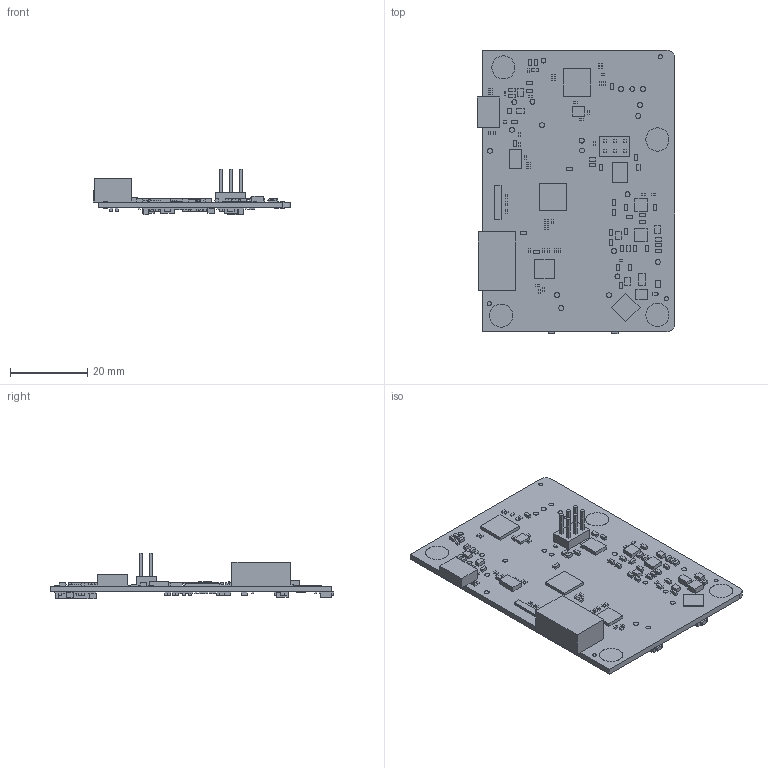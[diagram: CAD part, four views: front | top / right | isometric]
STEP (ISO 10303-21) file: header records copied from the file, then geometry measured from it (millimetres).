
FILE_DESCRIPTION(('Open CASCADE Model'),'2;1');
FILE_NAME('Open CASCADE Shape Model','2016-06-02T08:55:33',('Author'),( 'Open CASCADE'),'Open CASCADE STEP processor 6.8','Open CASCADE 6.8' ,'Unknown');
FILE_SCHEMA(('AUTOMOTIVE_DESIGN { 1 0 10303 214 1 1 1 1 }'));
Length unit declared in the file: millimetre
Products named in the file (293): PCB; Board; J7; 786003648; Extruded; C17; 688602752; C13; 688602344; C95; R35; 688612952; R30; 688613088; R29; C77; R33; 688603160; R26; R21; C75; C73; C71; X1; 786002016; FID6; 88923120; Cylinder; FID5; FID4; FID3; 88922992; FID2; FID1; C70; C69; C68; C67; C66; U9 ...
Assembly tree (466 placements, depth 4):
  PCB
    Board
    J7
      786003648
        Extruded
    C17
      688602752
        Extruded
    C13
      688602344
        Extruded
    C95
      688602752
        Extruded
    R35
      688612952
        Extruded
    R30
      688613088
        Extruded
    R29
      688613088
        Extruded
    C77
      688602344
        Extruded
    R33
      688603160
        Extruded
    R26
      688603160
        Extruded
    R21
      688603160
        Extruded
    C75
      688602752
        Extruded
    C73
      688602752
        Extruded
    C71
      688602752
        Extruded
    X1
      786002016
        Extruded
    FID6
      88923120
        Cylinder
    FID5
      88923120
        Cylinder
    FID4
      88923120
        Cylinder
    FID3
      88922992
        Cylinder
    FID2
Bounding box: 51.04 x 73.53 x 11.88 mm (x, y, z)
Volume: 7210.3 mm3; surface area: 10668.2 mm2
Topology: 217 solids, 217 shells, 1422 faces, 2964 edges, 1976 vertices
Faces by surface type: plane 1394, cylinder 28
Full cylindrical faces by diameter (mm): 1.016 x6, 1.28 x20
Entity records: 23345 total; most frequent: DIRECTION 3417, CARTESIAN_POINT 3409, LINE 1861, VECTOR 1861, ORIENTED_EDGE 1266, PCURVE 1266, DEFINITIONAL_REPRESENTATION 1266, AXIS2_PLACEMENT_3D 778
